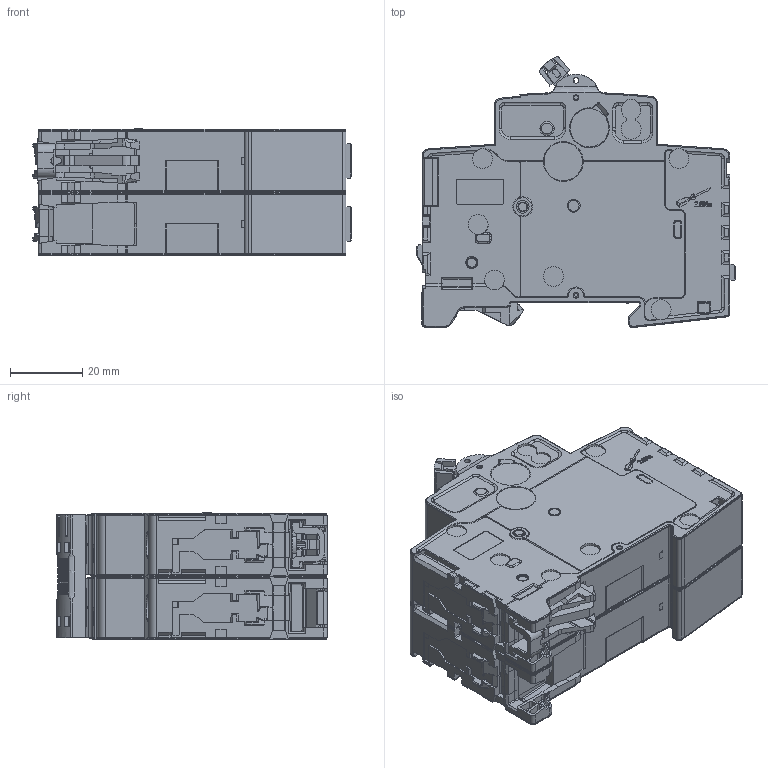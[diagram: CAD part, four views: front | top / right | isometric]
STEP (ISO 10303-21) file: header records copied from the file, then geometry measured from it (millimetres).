
FILE_DESCRIPTION((''),'2;1');
FILE_NAME('2CDS272604_SW0001','2013-09-06T',('DEX212668'),(''),'PRO/ENGINEER BY PARAMETRIC TECHNOLOGY CORPORATION, 2011310','PRO/ENGINEER BY PARAMETRIC TECHNOLOGY CORPORATION, 2011310','');
FILE_SCHEMA(('AUTOMOTIVE_DESIGN_CC2 { 1 2 10303 214 -1 1 5 2 }'));
Products named in the file (1): 2CDS272604_SW0001
Bounding box: 88 x 74.64 x 35 mm (x, y, z)
Volume: 152306.5 mm3; surface area: 33358.6 mm2
Topology: 1 solids, 1 shells, 3952 faces, 10552 edges, 6643 vertices
Faces by surface type: plane 1951, cylinder 1224, bspline 257, torus 253, cone 193, sphere 72, extrusion 2
Entity records: 168418 total; most frequent: CARTESIAN_POINT 45043, ORIENTED_EDGE 21088, DIRECTION 19376, EDGE_CURVE 10544, VERTEX_POINT 6643, VECTOR 6622, LINE 6620, AXIS2_PLACEMENT_3D 6377
